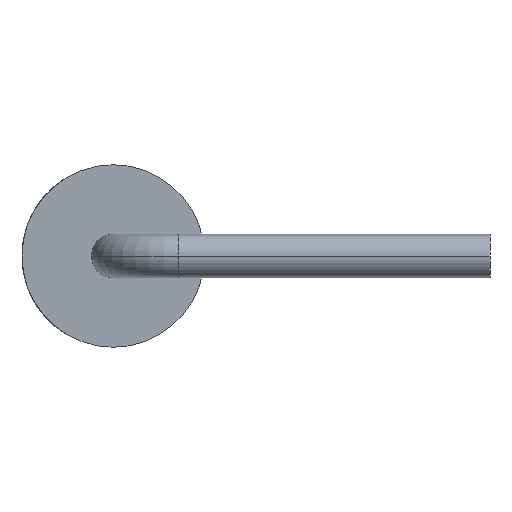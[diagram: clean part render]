
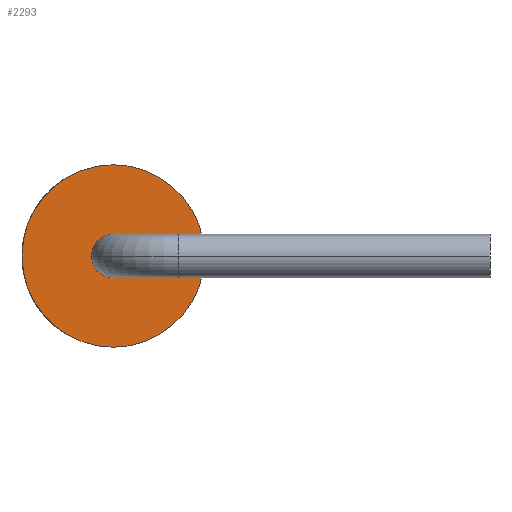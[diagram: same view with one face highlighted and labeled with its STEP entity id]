
A CAD part, left-side view. The second image highlights one B-rep face of the part: STEP entity #2293.
In plain terms, the highlighted planar face has unit normal (-1, 0, 0).
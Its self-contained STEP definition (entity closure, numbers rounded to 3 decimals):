
#10 = CARTESIAN_POINT ( 'NONE',  ( 2.36, 2.15, 0. ) ) ;
#54 = VERTEX_POINT ( 'NONE', #306 ) ;
#55 = CARTESIAN_POINT ( 'NONE',  ( 2.36, 1.875, 0. ) ) ;
#69 = CARTESIAN_POINT ( 'NONE',  ( 2.36, 2.15, -1.15 ) ) ;
#110 = DIRECTION ( 'NONE',  ( 1., 0., 0. ) ) ;
#200 = CIRCLE ( 'NONE', #570, 0.275 ) ;
#306 = CARTESIAN_POINT ( 'NONE',  ( 2.36, 2.425, 0. ) ) ;
#357 = VERTEX_POINT ( 'NONE', #69 ) ;
#486 = VERTEX_POINT ( 'NONE', #55 ) ;
#487 = DIRECTION ( 'NONE',  ( 0., 0., -1. ) ) ;
#570 = AXIS2_PLACEMENT_3D ( 'NONE', #709, #1707, #960 ) ;
#655 = CARTESIAN_POINT ( 'NONE',  ( 2.36, 2.15, 0. ) ) ;
#679 = AXIS2_PLACEMENT_3D ( 'NONE', #655, #110, #1389 ) ;
#709 = CARTESIAN_POINT ( 'NONE',  ( 2.36, 2.15, 0. ) ) ;
#713 = DIRECTION ( 'NONE',  ( 0., 0., -1. ) ) ;
#960 = DIRECTION ( 'NONE',  ( 0., 0., -1. ) ) ;
#1043 = DIRECTION ( 'NONE',  ( 1., 0., 0. ) ) ;
#1220 = CIRCLE ( 'NONE', #1830, 1.15 ) ;
#1389 = DIRECTION ( 'NONE',  ( 0., 0., -1. ) ) ;
#1551 = ORIENTED_EDGE ( 'NONE', *, *, #2692, .F. ) ;
#1707 = DIRECTION ( 'NONE',  ( -1., 0., 0. ) ) ;
#1830 = AXIS2_PLACEMENT_3D ( 'NONE', #10, #1043, #487 ) ;
#1945 = AXIS2_PLACEMENT_3D ( 'NONE', #2291, #2022, #713 ) ;
#1960 = EDGE_CURVE ( 'NONE', #357, #3369, #1220, .T. ) ;
#1989 = CARTESIAN_POINT ( 'NONE',  ( 2.36, 2.15, 1.15 ) ) ;
#2022 = DIRECTION ( 'NONE',  ( -1., 0., 0. ) ) ;
#2291 = CARTESIAN_POINT ( 'NONE',  ( 2.36, 2.15, 0. ) ) ;
#2293 = ADVANCED_FACE ( 'NONE', ( #2297, #3363 ), #3035, .F. ) ;
#2297 = FACE_BOUND ( 'NONE', #3232, .T. ) ;
#2348 = ORIENTED_EDGE ( 'NONE', *, *, #2953, .F. ) ;
#2402 = EDGE_CURVE ( 'NONE', #54, #486, #3388, .T. ) ;
#2548 = DIRECTION ( 'NONE',  ( 0., 0., -1. ) ) ;
#2692 = EDGE_CURVE ( 'NONE', #486, #54, #200, .T. ) ;
#2732 = ORIENTED_EDGE ( 'NONE', *, *, #1960, .F. ) ;
#2743 = ORIENTED_EDGE ( 'NONE', *, *, #2402, .F. ) ;
#2748 = EDGE_LOOP ( 'NONE', ( #2348, #2732 ) ) ;
#2772 = CARTESIAN_POINT ( 'NONE',  ( 2.36, 2.15, 0. ) ) ;
#2823 = DIRECTION ( 'NONE',  ( 1., 0., 0. ) ) ;
#2886 = AXIS2_PLACEMENT_3D ( 'NONE', #2772, #2823, #2548 ) ;
#2953 = EDGE_CURVE ( 'NONE', #3369, #357, #3054, .T. ) ;
#3035 = PLANE ( 'NONE',  #679 ) ;
#3054 = CIRCLE ( 'NONE', #2886, 1.15 ) ;
#3232 = EDGE_LOOP ( 'NONE', ( #1551, #2743 ) ) ;
#3363 = FACE_OUTER_BOUND ( 'NONE', #2748, .T. ) ;
#3369 = VERTEX_POINT ( 'NONE', #1989 ) ;
#3388 = CIRCLE ( 'NONE', #1945, 0.275 ) ;
